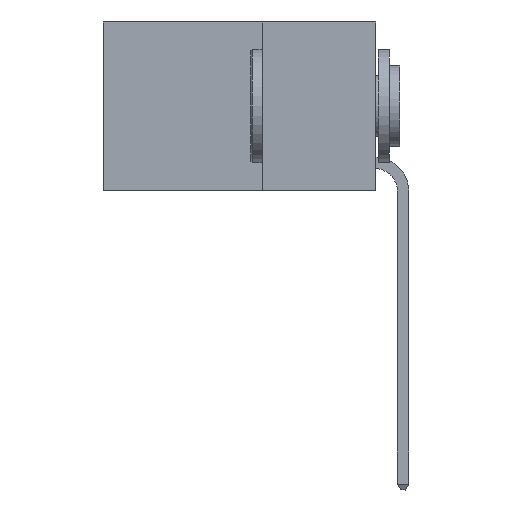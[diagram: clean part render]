
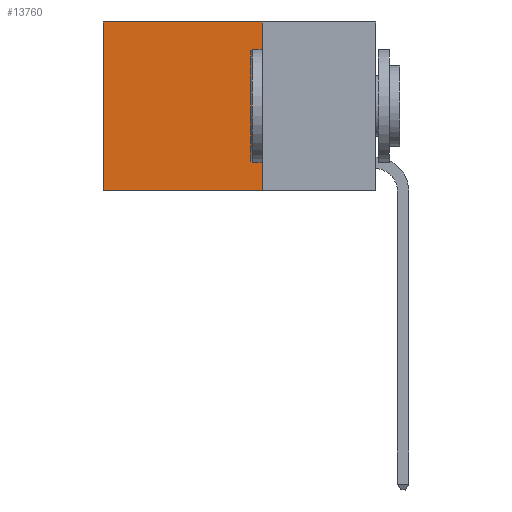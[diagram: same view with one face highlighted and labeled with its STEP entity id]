
A CAD part, left-side view. The second image highlights one B-rep face of the part: STEP entity #13760.
In plain terms, the highlighted planar face has unit normal (-1, 0, 0).
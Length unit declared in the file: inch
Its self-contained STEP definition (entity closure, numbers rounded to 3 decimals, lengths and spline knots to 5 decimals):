
#613 = VECTOR ( 'NONE', #5841, 39.37008 ) ;
#1065 = DIRECTION ( 'NONE',  ( 0., 0., -1. ) ) ;
#2668 = VERTEX_POINT ( 'NONE', #8235 ) ;
#3083 = CARTESIAN_POINT ( 'NONE',  ( 0.2625, 0.25, -0.37 ) ) ;
#3302 = PLANE ( 'NONE',  #23006 ) ;
#3583 = LINE ( 'NONE', #24585, #25692 ) ;
#3651 = CARTESIAN_POINT ( 'NONE',  ( 0.2625, 0.25, -0.37 ) ) ;
#4173 = ORIENTED_EDGE ( 'NONE', *, *, #13339, .T. ) ;
#5841 = DIRECTION ( 'NONE',  ( 0., 1., 0. ) ) ;
#6906 = LINE ( 'NONE', #16625, #16265 ) ;
#7625 = DIRECTION ( 'NONE',  ( 1., 0., 0. ) ) ;
#8235 = CARTESIAN_POINT ( 'NONE',  ( 0.2625, 0.6, -0.37 ) ) ;
#8587 = VERTEX_POINT ( 'NONE', #3083 ) ;
#9261 = FACE_OUTER_BOUND ( 'NONE', #11685, .T. ) ;
#10201 = CARTESIAN_POINT ( 'NONE',  ( 0.2625, 0.25, 0. ) ) ;
#10746 = EDGE_CURVE ( 'NONE', #8587, #2668, #17755, .T. ) ;
#11685 = EDGE_LOOP ( 'NONE', ( #4173, #23731, #14512, #16344 ) ) ;
#11815 = CARTESIAN_POINT ( 'NONE',  ( 0.2625, 0.25, 0. ) ) ;
#11829 = VERTEX_POINT ( 'NONE', #25898 ) ;
#12650 = LINE ( 'NONE', #10201, #23352 ) ;
#13339 = EDGE_CURVE ( 'NONE', #11829, #2668, #3583, .T. ) ;
#13760 = ADVANCED_FACE ( 'NONE', ( #9261 ), #3302, .F. ) ;
#14512 = ORIENTED_EDGE ( 'NONE', *, *, #26769, .F. ) ;
#16265 = VECTOR ( 'NONE', #27273, 39.37008 ) ;
#16344 = ORIENTED_EDGE ( 'NONE', *, *, #18667, .T. ) ;
#16625 = CARTESIAN_POINT ( 'NONE',  ( 0.2625, 0.25, 0. ) ) ;
#16658 = VERTEX_POINT ( 'NONE', #26234 ) ;
#17755 = LINE ( 'NONE', #3651, #613 ) ;
#18667 = EDGE_CURVE ( 'NONE', #16658, #11829, #12650, .T. ) ;
#20965 = DIRECTION ( 'NONE',  ( 0., 1., 0. ) ) ;
#22582 = DIRECTION ( 'NONE',  ( 0., 0., -1. ) ) ;
#23006 = AXIS2_PLACEMENT_3D ( 'NONE', #11815, #7625, #22582 ) ;
#23352 = VECTOR ( 'NONE', #20965, 39.37008 ) ;
#23731 = ORIENTED_EDGE ( 'NONE', *, *, #10746, .F. ) ;
#24585 = CARTESIAN_POINT ( 'NONE',  ( 0.2625, 0.6, 0. ) ) ;
#25692 = VECTOR ( 'NONE', #1065, 39.37008 ) ;
#25898 = CARTESIAN_POINT ( 'NONE',  ( 0.2625, 0.6, 0. ) ) ;
#26234 = CARTESIAN_POINT ( 'NONE',  ( 0.2625, 0.25, 0. ) ) ;
#26769 = EDGE_CURVE ( 'NONE', #16658, #8587, #6906, .T. ) ;
#27273 = DIRECTION ( 'NONE',  ( 0., 0., -1. ) ) ;
